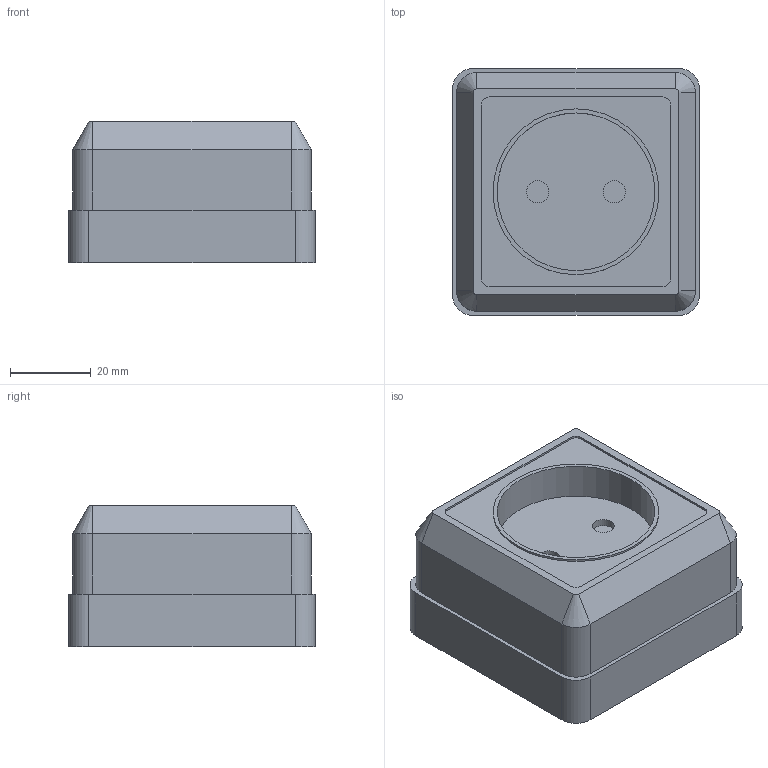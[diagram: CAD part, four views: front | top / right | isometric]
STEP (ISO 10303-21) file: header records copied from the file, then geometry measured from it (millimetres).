
FILE_DESCRIPTION (( 'STEP AP203' ), '1' );
FILE_NAME ('ERO13-K01-10-DC ÐÑø20-2-ÎÁ Ðîçåòêà 1ìåñòí. áåç çê ñ çàù.øòîð.10À îòêð.óñò. ÎÊÒÀÂÀ (áåëûé).STEP', '2016-12-07T10:49:00', ( '' ), ( '' ), 'SwSTEP 2.0', 'SolidWorks 2014', '' );
FILE_SCHEMA (( 'CONFIG_CONTROL_DESIGN' ));
Length unit declared in the file: millimetre
Products named in the file (1): ERO13-K01-10-DC ÐÑø20-2-ÎÁ Ðîçåòêà 1ìåñòí. áåç çê ñ çàù.øòîð.10À îòêð.óñò. ÎÊÒÀÂÀ (áåëûé)
Bounding box: 61 x 61 x 35 mm (x, y, z)
Volume: 29429.7 mm3; surface area: 29795.1 mm2
Topology: 1 solids, 1 shells, 93 faces, 234 edges, 149 vertices
Faces by surface type: plane 48, cylinder 37, cone 8
Full cylindrical faces by diameter (mm): 4.5 x4, 5.5 x2, 39 x1, 41 x1, 43 x1
Entity records: 2783 total; most frequent: CARTESIAN_POINT 482, DIRECTION 476, ORIENTED_EDGE 436, EDGE_CURVE 218, AXIS2_PLACEMENT_3D 172, VERTEX_POINT 146, LINE 132, VECTOR 132
